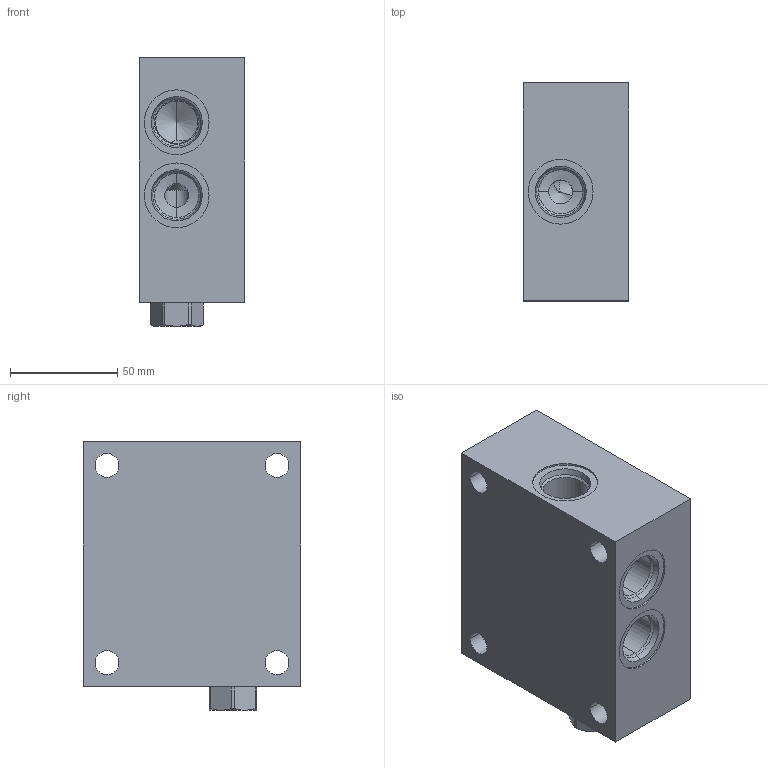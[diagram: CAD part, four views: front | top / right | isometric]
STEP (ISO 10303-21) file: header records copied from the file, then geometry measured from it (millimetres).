
FILE_DESCRIPTION((''),'2;1');
FILE_NAME('WKB_ASM','2019-07-10T',('ProEService'),(''),'PRO/ENGINEER BY PARAMETRIC TECHNOLOGY CORPORATION, 2014200','PRO/ENGINEER BY PARAMETRIC TECHNOLOGY CORPORATION, 2014200','');
FILE_SCHEMA(('CONFIG_CONTROL_DESIGN'));
Length unit declared in the file: inch
Products named in the file (4): 150-385-002; 340-003; CXDAXCN; WKB_ASM
Assembly tree (3 placements, depth 2):
  WKB_ASM
    150-385-002
    340-003
    CXDAXCN
Bounding box: 49.23 x 101.6 x 125.43 mm (x, y, z)
Volume: 477974.3 mm3; surface area: 77883.8 mm2
Topology: 5 solids, 5 shells, 331 faces, 1066 edges, 869 vertices
Faces by surface type: cylinder 132, cone 106, plane 49, torus 24, bspline 11, revolution 8, sphere 1
Entity records: 18224 total; most frequent: CARTESIAN_POINT 9079, DIRECTION 1918, ORIENTED_EDGE 1590, EDGE_CURVE 795, AXIS2_PLACEMENT_3D 686, VECTOR 538, LINE 538, VERTEX_POINT 495
